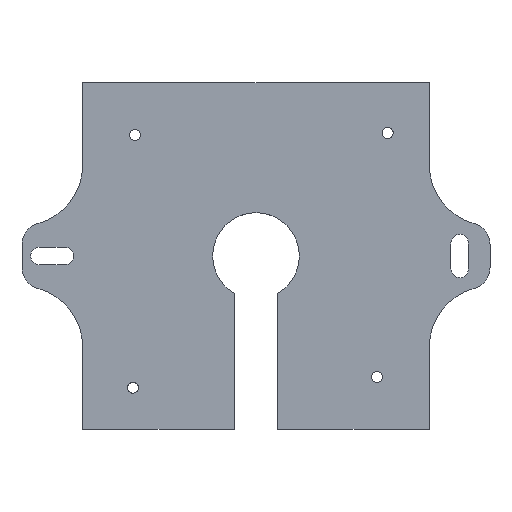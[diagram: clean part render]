
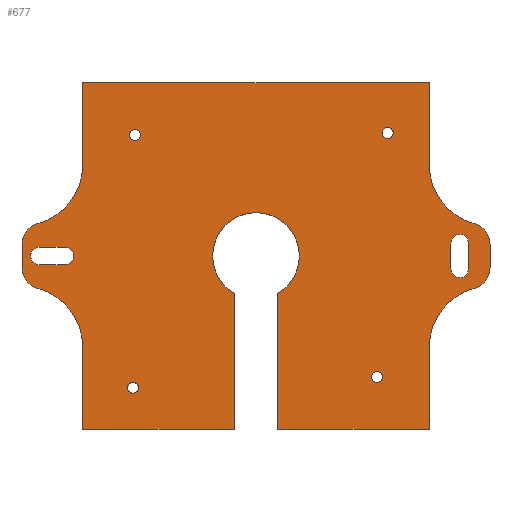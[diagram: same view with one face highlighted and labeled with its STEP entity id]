
A CAD part, top view. The second image highlights one B-rep face of the part: STEP entity #677.
In plain terms, the highlighted planar face has unit normal (0, 0, 1).
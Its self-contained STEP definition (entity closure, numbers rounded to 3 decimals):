
#21=FACE_BOUND('',#111,.T.);
#22=FACE_BOUND('',#112,.T.);
#23=FACE_BOUND('',#113,.T.);
#24=FACE_BOUND('',#114,.T.);
#25=FACE_BOUND('',#115,.T.);
#26=FACE_BOUND('',#116,.T.);
#41=PLANE('',#754);
#70=FACE_OUTER_BOUND('',#110,.T.);
#110=EDGE_LOOP('',(#574,#575,#576,#577,#578,#579,#580,#581,#582,#583,#584,
#585,#586,#587,#588,#589,#590,#591,#592,#593));
#111=EDGE_LOOP('',(#594,#595,#596,#597));
#112=EDGE_LOOP('',(#598,#599,#600,#601));
#113=EDGE_LOOP('',(#602));
#114=EDGE_LOOP('',(#603));
#115=EDGE_LOOP('',(#604));
#116=EDGE_LOOP('',(#605));
#126=LINE('',#979,#188);
#134=LINE('',#1003,#196);
#137=LINE('',#1012,#199);
#142=LINE('',#1030,#204);
#143=LINE('',#1033,#205);
#147=LINE('',#1042,#209);
#153=LINE('',#1054,#215);
#160=LINE('',#1081,#222);
#163=LINE('',#1090,#225);
#167=LINE('',#1102,#229);
#170=LINE('',#1111,#232);
#175=LINE('',#1131,#237);
#177=LINE('',#1134,#239);
#178=LINE('',#1137,#240);
#179=LINE('',#1140,#241);
#188=VECTOR('',#779,10.);
#196=VECTOR('',#801,10.);
#199=VECTOR('',#812,10.);
#204=VECTOR('',#831,10.);
#205=VECTOR('',#834,10.);
#209=VECTOR('',#840,10.);
#215=VECTOR('',#848,10.);
#222=VECTOR('',#875,10.);
#225=VECTOR('',#886,10.);
#229=VECTOR('',#898,10.);
#232=VECTOR('',#909,10.);
#237=VECTOR('',#928,10.);
#239=VECTOR('',#932,10.);
#240=VECTOR('',#935,10.);
#241=VECTOR('',#938,10.);
#249=CIRCLE('',#701,5.);
#251=CIRCLE('',#705,5.);
#253=CIRCLE('',#708,2.);
#255=CIRCLE('',#712,2.);
#256=CIRCLE('',#715,14.);
#259=CIRCLE('',#719,14.);
#261=CIRCLE('',#726,14.);
#262=CIRCLE('',#728,14.);
#265=CIRCLE('',#732,2.);
#267=CIRCLE('',#736,2.);
#269=CIRCLE('',#740,5.);
#271=CIRCLE('',#744,5.);
#277=CIRCLE('',#755,10.);
#278=CIRCLE('',#756,1.265);
#279=CIRCLE('',#757,1.265);
#280=CIRCLE('',#758,1.265);
#281=CIRCLE('',#759,1.265);
#284=VERTEX_POINT('',#972);
#285=VERTEX_POINT('',#974);
#286=VERTEX_POINT('',#978);
#289=VERTEX_POINT('',#986);
#292=VERTEX_POINT('',#993);
#293=VERTEX_POINT('',#995);
#295=VERTEX_POINT('',#1001);
#297=VERTEX_POINT('',#1007);
#298=VERTEX_POINT('',#1014);
#301=VERTEX_POINT('',#1022);
#303=VERTEX_POINT('',#1028);
#304=VERTEX_POINT('',#1032);
#307=VERTEX_POINT('',#1039);
#308=VERTEX_POINT('',#1041);
#311=VERTEX_POINT('',#1048);
#313=VERTEX_POINT('',#1052);
#315=VERTEX_POINT('',#1057);
#316=VERTEX_POINT('',#1062);
#320=VERTEX_POINT('',#1071);
#321=VERTEX_POINT('',#1073);
#323=VERTEX_POINT('',#1079);
#325=VERTEX_POINT('',#1085);
#327=VERTEX_POINT('',#1094);
#329=VERTEX_POINT('',#1099);
#331=VERTEX_POINT('',#1109);
#339=VERTEX_POINT('',#1130);
#340=VERTEX_POINT('',#1136);
#341=VERTEX_POINT('',#1138);
#342=VERTEX_POINT('',#1141);
#343=VERTEX_POINT('',#1143);
#344=VERTEX_POINT('',#1145);
#345=VERTEX_POINT('',#1147);
#348=EDGE_CURVE('',#284,#285,#249,.T.);
#350=EDGE_CURVE('',#285,#286,#126,.T.);
#354=EDGE_CURVE('',#286,#289,#251,.T.);
#358=EDGE_CURVE('',#293,#292,#253,.T.);
#362=EDGE_CURVE('',#292,#295,#134,.T.);
#365=EDGE_CURVE('',#295,#297,#255,.T.);
#367=EDGE_CURVE('',#297,#293,#137,.T.);
#368=EDGE_CURVE('',#289,#298,#256,.T.);
#373=EDGE_CURVE('',#301,#284,#259,.T.);
#376=EDGE_CURVE('',#303,#301,#142,.T.);
#377=EDGE_CURVE('',#298,#304,#143,.T.);
#381=EDGE_CURVE('',#307,#308,#147,.T.);
#387=EDGE_CURVE('',#313,#311,#153,.T.);
#390=EDGE_CURVE('',#311,#315,#261,.T.);
#392=EDGE_CURVE('',#316,#307,#262,.T.);
#396=EDGE_CURVE('',#321,#320,#265,.T.);
#400=EDGE_CURVE('',#320,#323,#160,.T.);
#403=EDGE_CURVE('',#323,#325,#267,.T.);
#405=EDGE_CURVE('',#325,#321,#163,.T.);
#407=EDGE_CURVE('',#315,#327,#269,.T.);
#411=EDGE_CURVE('',#329,#327,#167,.T.);
#413=EDGE_CURVE('',#329,#316,#271,.T.);
#416=EDGE_CURVE('',#313,#331,#170,.T.);
#426=EDGE_CURVE('',#339,#304,#175,.T.);
#428=EDGE_CURVE('',#303,#308,#177,.T.);
#429=EDGE_CURVE('',#331,#340,#178,.T.);
#430=EDGE_CURVE('',#340,#341,#277,.T.);
#431=EDGE_CURVE('',#341,#339,#179,.T.);
#432=EDGE_CURVE('',#342,#342,#278,.T.);
#433=EDGE_CURVE('',#343,#343,#279,.T.);
#434=EDGE_CURVE('',#344,#344,#280,.T.);
#435=EDGE_CURVE('',#345,#345,#281,.T.);
#574=ORIENTED_EDGE('',*,*,#416,.T.);
#575=ORIENTED_EDGE('',*,*,#429,.T.);
#576=ORIENTED_EDGE('',*,*,#430,.T.);
#577=ORIENTED_EDGE('',*,*,#431,.T.);
#578=ORIENTED_EDGE('',*,*,#426,.T.);
#579=ORIENTED_EDGE('',*,*,#377,.F.);
#580=ORIENTED_EDGE('',*,*,#368,.F.);
#581=ORIENTED_EDGE('',*,*,#354,.F.);
#582=ORIENTED_EDGE('',*,*,#350,.F.);
#583=ORIENTED_EDGE('',*,*,#348,.F.);
#584=ORIENTED_EDGE('',*,*,#373,.F.);
#585=ORIENTED_EDGE('',*,*,#376,.F.);
#586=ORIENTED_EDGE('',*,*,#428,.T.);
#587=ORIENTED_EDGE('',*,*,#381,.F.);
#588=ORIENTED_EDGE('',*,*,#392,.F.);
#589=ORIENTED_EDGE('',*,*,#413,.F.);
#590=ORIENTED_EDGE('',*,*,#411,.T.);
#591=ORIENTED_EDGE('',*,*,#407,.F.);
#592=ORIENTED_EDGE('',*,*,#390,.F.);
#593=ORIENTED_EDGE('',*,*,#387,.F.);
#594=ORIENTED_EDGE('',*,*,#367,.T.);
#595=ORIENTED_EDGE('',*,*,#358,.T.);
#596=ORIENTED_EDGE('',*,*,#362,.T.);
#597=ORIENTED_EDGE('',*,*,#365,.T.);
#598=ORIENTED_EDGE('',*,*,#400,.T.);
#599=ORIENTED_EDGE('',*,*,#403,.T.);
#600=ORIENTED_EDGE('',*,*,#405,.T.);
#601=ORIENTED_EDGE('',*,*,#396,.T.);
#602=ORIENTED_EDGE('',*,*,#432,.T.);
#603=ORIENTED_EDGE('',*,*,#433,.T.);
#604=ORIENTED_EDGE('',*,*,#434,.T.);
#605=ORIENTED_EDGE('',*,*,#435,.T.);
#677=ADVANCED_FACE('',(#70,#21,#22,#23,#24,#25,#26),#41,.T.);
#701=AXIS2_PLACEMENT_3D('',#975,#774,#775);
#705=AXIS2_PLACEMENT_3D('',#987,#786,#787);
#708=AXIS2_PLACEMENT_3D('',#996,#794,#795);
#712=AXIS2_PLACEMENT_3D('',#1009,#807,#808);
#715=AXIS2_PLACEMENT_3D('',#1015,#815,#816);
#719=AXIS2_PLACEMENT_3D('',#1024,#825,#826);
#726=AXIS2_PLACEMENT_3D('',#1060,#854,#855);
#728=AXIS2_PLACEMENT_3D('',#1065,#859,#860);
#732=AXIS2_PLACEMENT_3D('',#1074,#868,#869);
#736=AXIS2_PLACEMENT_3D('',#1087,#881,#882);
#740=AXIS2_PLACEMENT_3D('',#1095,#891,#892);
#744=AXIS2_PLACEMENT_3D('',#1105,#903,#904);
#754=AXIS2_PLACEMENT_3D('',#1135,#933,#934);
#755=AXIS2_PLACEMENT_3D('',#1139,#936,#937);
#756=AXIS2_PLACEMENT_3D('',#1142,#939,#940);
#757=AXIS2_PLACEMENT_3D('',#1144,#941,#942);
#758=AXIS2_PLACEMENT_3D('',#1146,#943,#944);
#759=AXIS2_PLACEMENT_3D('',#1148,#945,#946);
#774=DIRECTION('center_axis',(0.,0.,-1.));
#775=DIRECTION('ref_axis',(0.795,0.607,0.));
#779=DIRECTION('',(0.,-1.,0.));
#786=DIRECTION('center_axis',(0.,0.,-1.));
#787=DIRECTION('ref_axis',(0.795,-0.607,0.));
#794=DIRECTION('center_axis',(0.,0.,-1.));
#795=DIRECTION('ref_axis',(-1.,0.,0.));
#801=DIRECTION('',(0.,-1.,0.));
#807=DIRECTION('center_axis',(0.,0.,-1.));
#808=DIRECTION('ref_axis',(-1.,0.,0.));
#812=DIRECTION('',(0.,1.,0.));
#815=DIRECTION('center_axis',(0.,0.,1.));
#816=DIRECTION('ref_axis',(-1.,0.,0.));
#825=DIRECTION('center_axis',(0.,0.,1.));
#826=DIRECTION('ref_axis',(-1.,0.,0.));
#831=DIRECTION('',(0.,-1.,0.));
#834=DIRECTION('',(0.,-1.,0.));
#840=DIRECTION('',(0.,1.,0.));
#848=DIRECTION('',(0.,1.,0.));
#854=DIRECTION('center_axis',(0.,0.,1.));
#855=DIRECTION('ref_axis',(-1.,0.,0.));
#859=DIRECTION('center_axis',(0.,0.,1.));
#860=DIRECTION('ref_axis',(-1.,0.,0.));
#868=DIRECTION('center_axis',(0.,0.,-1.));
#869=DIRECTION('ref_axis',(-1.,0.,0.));
#875=DIRECTION('',(-1.,0.,0.));
#881=DIRECTION('center_axis',(0.,0.,-1.));
#882=DIRECTION('ref_axis',(-1.,0.,0.));
#886=DIRECTION('',(1.,0.,0.));
#891=DIRECTION('center_axis',(0.,0.,-1.));
#892=DIRECTION('ref_axis',(-0.795,-0.607,0.));
#898=DIRECTION('',(0.,-1.,0.));
#903=DIRECTION('center_axis',(0.,0.,-1.));
#904=DIRECTION('ref_axis',(-0.795,0.607,0.));
#909=DIRECTION('',(1.,0.,0.));
#928=DIRECTION('',(1.,0.,0.));
#932=DIRECTION('',(-1.,0.,0.));
#933=DIRECTION('center_axis',(0.,0.,1.));
#934=DIRECTION('ref_axis',(1.,0.,0.));
#935=DIRECTION('',(0.,1.,0.));
#936=DIRECTION('center_axis',(0.,0.,-1.));
#937=DIRECTION('ref_axis',(-1.,0.,0.));
#938=DIRECTION('',(0.,-1.,0.));
#939=DIRECTION('center_axis',(0.,0.,-1.));
#940=DIRECTION('ref_axis',(1.,0.,0.));
#941=DIRECTION('center_axis',(0.,0.,-1.));
#942=DIRECTION('ref_axis',(1.,0.,0.));
#943=DIRECTION('center_axis',(0.,0.,-1.));
#944=DIRECTION('ref_axis',(1.,0.,0.));
#945=DIRECTION('center_axis',(0.,0.,-1.));
#946=DIRECTION('ref_axis',(1.,0.,0.));
#972=CARTESIAN_POINT('',(110.316,47.493,4.));
#974=CARTESIAN_POINT('',(114.,42.67,4.));
#975=CARTESIAN_POINT('Origin',(109.,42.67,4.));
#978=CARTESIAN_POINT('',(114.,37.33,4.));
#979=CARTESIAN_POINT('',(114.,40.,4.));
#986=CARTESIAN_POINT('',(110.316,32.507,4.));
#987=CARTESIAN_POINT('Origin',(109.,37.33,4.));
#993=CARTESIAN_POINT('',(109.,43.,4.));
#995=CARTESIAN_POINT('',(105.,43.,4.));
#996=CARTESIAN_POINT('Origin',(107.,43.,4.));
#1001=CARTESIAN_POINT('',(109.,37.,4.));
#1003=CARTESIAN_POINT('',(109.,41.5,4.));
#1007=CARTESIAN_POINT('',(105.,37.,4.));
#1009=CARTESIAN_POINT('Origin',(107.,37.,4.));
#1012=CARTESIAN_POINT('',(105.,38.5,4.));
#1014=CARTESIAN_POINT('',(100.,19.,4.));
#1015=CARTESIAN_POINT('Origin',(114.,19.,4.));
#1022=CARTESIAN_POINT('',(100.,61.,4.));
#1024=CARTESIAN_POINT('Origin',(114.,61.,4.));
#1028=CARTESIAN_POINT('',(100.,80.,4.));
#1030=CARTESIAN_POINT('',(100.,30.,4.));
#1032=CARTESIAN_POINT('',(100.,0.,4.));
#1033=CARTESIAN_POINT('',(100.,30.,4.));
#1039=CARTESIAN_POINT('',(20.,61.,4.));
#1041=CARTESIAN_POINT('',(20.,80.,4.));
#1042=CARTESIAN_POINT('',(20.,50.,4.));
#1048=CARTESIAN_POINT('',(20.,19.,4.));
#1052=CARTESIAN_POINT('',(20.,0.,4.));
#1054=CARTESIAN_POINT('',(20.,50.,4.));
#1057=CARTESIAN_POINT('',(9.684,32.507,4.));
#1060=CARTESIAN_POINT('Origin',(6.,19.,4.));
#1062=CARTESIAN_POINT('',(9.684,47.493,4.));
#1065=CARTESIAN_POINT('Origin',(6.,61.,4.));
#1071=CARTESIAN_POINT('',(16.,38.,4.));
#1073=CARTESIAN_POINT('',(16.,42.,4.));
#1074=CARTESIAN_POINT('Origin',(16.,40.,4.));
#1079=CARTESIAN_POINT('',(10.,38.,4.));
#1081=CARTESIAN_POINT('',(48.,38.,4.));
#1085=CARTESIAN_POINT('',(10.,42.,4.));
#1087=CARTESIAN_POINT('Origin',(10.,40.,4.));
#1090=CARTESIAN_POINT('',(45.,42.,4.));
#1094=CARTESIAN_POINT('',(6.,37.33,4.));
#1095=CARTESIAN_POINT('Origin',(11.,37.33,4.));
#1099=CARTESIAN_POINT('',(6.,42.67,4.));
#1102=CARTESIAN_POINT('',(6.,47.,4.));
#1105=CARTESIAN_POINT('Origin',(11.,42.67,4.));
#1109=CARTESIAN_POINT('',(55.,0.,4.));
#1111=CARTESIAN_POINT('',(0.,0.,4.));
#1130=CARTESIAN_POINT('',(65.,0.,4.));
#1131=CARTESIAN_POINT('',(80.,0.,4.));
#1134=CARTESIAN_POINT('',(40.,80.,4.));
#1135=CARTESIAN_POINT('Origin',(60.,40.,4.));
#1136=CARTESIAN_POINT('',(55.,31.34,4.));
#1137=CARTESIAN_POINT('',(55.,20.,4.));
#1138=CARTESIAN_POINT('',(65.,31.34,4.));
#1139=CARTESIAN_POINT('Origin',(60.,40.,4.));
#1140=CARTESIAN_POINT('',(65.,35.67,4.));
#1141=CARTESIAN_POINT('',(86.666,12.07,4.));
#1142=CARTESIAN_POINT('Origin',(87.93,12.07,4.));
#1143=CARTESIAN_POINT('',(30.805,67.931,4.));
#1144=CARTESIAN_POINT('Origin',(32.069,67.931,4.));
#1145=CARTESIAN_POINT('',(89.136,68.4,4.));
#1146=CARTESIAN_POINT('Origin',(90.4,68.4,4.));
#1147=CARTESIAN_POINT('',(30.336,9.6,4.));
#1148=CARTESIAN_POINT('Origin',(31.6,9.6,4.));
